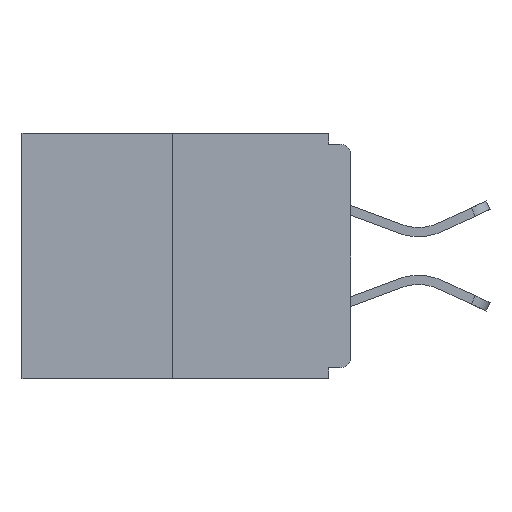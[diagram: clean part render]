
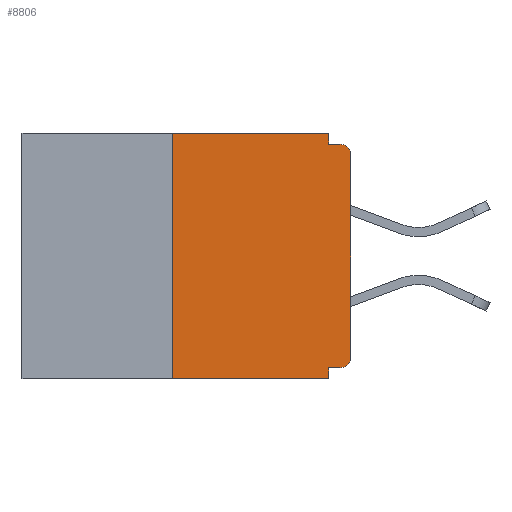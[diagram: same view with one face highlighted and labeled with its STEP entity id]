
A CAD part, left-side view. The second image highlights one B-rep face of the part: STEP entity #8806.
In plain terms, the highlighted planar face has unit normal (-1, 0, 0).
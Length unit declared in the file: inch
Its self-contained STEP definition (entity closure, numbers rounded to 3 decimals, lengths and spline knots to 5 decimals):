
#86 = ORIENTED_EDGE ( 'NONE', *, *, #6077, .F. ) ;
#842 = LINE ( 'NONE', #7242, #6356 ) ;
#1092 = CARTESIAN_POINT ( 'NONE',  ( 0., 0.25, 0. ) ) ;
#1235 = DIRECTION ( 'NONE',  ( 0., 0., -1. ) ) ;
#1733 = VERTEX_POINT ( 'NONE', #14966 ) ;
#1877 = LINE ( 'NONE', #2176, #4318 ) ;
#2108 = VERTEX_POINT ( 'NONE', #7070 ) ;
#2176 = CARTESIAN_POINT ( 'NONE',  ( 0., 0., -0.328 ) ) ;
#2244 = CIRCLE ( 'NONE', #7379, 0.015 ) ;
#2348 = CARTESIAN_POINT ( 'NONE',  ( 0., 0.25, -0.343 ) ) ;
#2805 = ORIENTED_EDGE ( 'NONE', *, *, #15403, .F. ) ;
#2850 = DIRECTION ( 'NONE',  ( 0., 0., 1. ) ) ;
#2874 = DIRECTION ( 'NONE',  ( 0., -1., 0. ) ) ;
#2945 = CARTESIAN_POINT ( 'NONE',  ( 0., 0.031, -0.328 ) ) ;
#3312 = LINE ( 'NONE', #9352, #12979 ) ;
#3599 = LINE ( 'NONE', #16067, #17918 ) ;
#3602 = EDGE_CURVE ( 'NONE', #8367, #2108, #3312, .T. ) ;
#3615 = LINE ( 'NONE', #7208, #6890 ) ;
#3625 = DIRECTION ( 'NONE',  ( 0., 0., -1. ) ) ;
#3649 = ORIENTED_EDGE ( 'NONE', *, *, #7206, .T. ) ;
#3684 = LINE ( 'NONE', #7368, #6737 ) ;
#3884 = VECTOR ( 'NONE', #3625, 39.37008 ) ;
#4318 = VECTOR ( 'NONE', #6431, 39.37008 ) ;
#4633 = VERTEX_POINT ( 'NONE', #2945 ) ;
#4717 = ORIENTED_EDGE ( 'NONE', *, *, #8083, .F. ) ;
#5315 = EDGE_CURVE ( 'NONE', #13478, #1733, #3684, .T. ) ;
#5336 = VERTEX_POINT ( 'NONE', #7190 ) ;
#6077 = EDGE_CURVE ( 'NONE', #4633, #11704, #6503, .T. ) ;
#6356 = VECTOR ( 'NONE', #2874, 39.37008 ) ;
#6431 = DIRECTION ( 'NONE',  ( 0., 1., 0. ) ) ;
#6503 = LINE ( 'NONE', #13235, #3884 ) ;
#6737 = VECTOR ( 'NONE', #14459, 39.37008 ) ;
#6765 = CARTESIAN_POINT ( 'NONE',  ( 0., 0.031, -0.015 ) ) ;
#6890 = VECTOR ( 'NONE', #15596, 39.37008 ) ;
#7070 = CARTESIAN_POINT ( 'NONE',  ( 0., 0., -0.03 ) ) ;
#7190 = CARTESIAN_POINT ( 'NONE',  ( 0., 0.015, -0.328 ) ) ;
#7206 = EDGE_CURVE ( 'NONE', #12227, #11704, #15068, .T. ) ;
#7208 = CARTESIAN_POINT ( 'NONE',  ( 0., 0.031, 0. ) ) ;
#7242 = CARTESIAN_POINT ( 'NONE',  ( 0., 0.46, 0. ) ) ;
#7368 = CARTESIAN_POINT ( 'NONE',  ( 0., 0., -0.015 ) ) ;
#7379 = AXIS2_PLACEMENT_3D ( 'NONE', #12081, #16215, #12308 ) ;
#7972 = DIRECTION ( 'NONE',  ( 0., 0., -1. ) ) ;
#8077 = ORIENTED_EDGE ( 'NONE', *, *, #10370, .F. ) ;
#8083 = EDGE_CURVE ( 'NONE', #12227, #18119, #3599, .T. ) ;
#8367 = VERTEX_POINT ( 'NONE', #17612 ) ;
#8494 = CARTESIAN_POINT ( 'NONE',  ( 0., 0.015, -0.313 ) ) ;
#8698 = ORIENTED_EDGE ( 'NONE', *, *, #5315, .F. ) ;
#8790 = CIRCLE ( 'NONE', #10489, 0.015 ) ;
#8806 = ADVANCED_FACE ( 'NONE', ( #15514 ), #13168, .F. ) ;
#8967 = CARTESIAN_POINT ( 'NONE',  ( 0., 0.46, 0. ) ) ;
#9310 = ORIENTED_EDGE ( 'NONE', *, *, #3602, .T. ) ;
#9352 = CARTESIAN_POINT ( 'NONE',  ( 0., 0., 0. ) ) ;
#9876 = EDGE_CURVE ( 'NONE', #5336, #8367, #8790, .T. ) ;
#10237 = VECTOR ( 'NONE', #12523, 39.37008 ) ;
#10370 = EDGE_CURVE ( 'NONE', #18119, #18200, #842, .T. ) ;
#10489 = AXIS2_PLACEMENT_3D ( 'NONE', #8494, #11279, #1235 ) ;
#11279 = DIRECTION ( 'NONE',  ( -1., 0., 0. ) ) ;
#11704 = VERTEX_POINT ( 'NONE', #18081 ) ;
#12081 = CARTESIAN_POINT ( 'NONE',  ( 0., 0.015, -0.03 ) ) ;
#12227 = VERTEX_POINT ( 'NONE', #2348 ) ;
#12308 = DIRECTION ( 'NONE',  ( 0., 0., -1. ) ) ;
#12523 = DIRECTION ( 'NONE',  ( 0., -1., 0. ) ) ;
#12979 = VECTOR ( 'NONE', #2850, 39.37008 ) ;
#13056 = EDGE_CURVE ( 'NONE', #18200, #13478, #3615, .T. ) ;
#13168 = PLANE ( 'NONE',  #18253 ) ;
#13229 = DIRECTION ( 'NONE',  ( 1., 0., 0. ) ) ;
#13235 = CARTESIAN_POINT ( 'NONE',  ( 0., 0.031, -0.343 ) ) ;
#13478 = VERTEX_POINT ( 'NONE', #6765 ) ;
#13539 = ORIENTED_EDGE ( 'NONE', *, *, #17328, .T. ) ;
#14459 = DIRECTION ( 'NONE',  ( 0., -1., 0. ) ) ;
#14966 = CARTESIAN_POINT ( 'NONE',  ( 0., 0.015, -0.015 ) ) ;
#15068 = LINE ( 'NONE', #18078, #10237 ) ;
#15403 = EDGE_CURVE ( 'NONE', #5336, #4633, #1877, .T. ) ;
#15514 = FACE_OUTER_BOUND ( 'NONE', #16635, .T. ) ;
#15596 = DIRECTION ( 'NONE',  ( 0., 0., -1. ) ) ;
#16067 = CARTESIAN_POINT ( 'NONE',  ( 0., 0.25, 0. ) ) ;
#16215 = DIRECTION ( 'NONE',  ( -1., 0., 0. ) ) ;
#16299 = DIRECTION ( 'NONE',  ( 0., 0., 1. ) ) ;
#16500 = ORIENTED_EDGE ( 'NONE', *, *, #13056, .F. ) ;
#16635 = EDGE_LOOP ( 'NONE', ( #8077, #4717, #3649, #86, #2805, #17249, #9310, #13539, #8698, #16500 ) ) ;
#17249 = ORIENTED_EDGE ( 'NONE', *, *, #9876, .T. ) ;
#17328 = EDGE_CURVE ( 'NONE', #2108, #1733, #2244, .T. ) ;
#17612 = CARTESIAN_POINT ( 'NONE',  ( 0., 0., -0.313 ) ) ;
#17918 = VECTOR ( 'NONE', #16299, 39.37008 ) ;
#17938 = CARTESIAN_POINT ( 'NONE',  ( 0., 0.031, 0. ) ) ;
#18078 = CARTESIAN_POINT ( 'NONE',  ( 0., 0.46, -0.343 ) ) ;
#18081 = CARTESIAN_POINT ( 'NONE',  ( 0., 0.031, -0.343 ) ) ;
#18119 = VERTEX_POINT ( 'NONE', #1092 ) ;
#18200 = VERTEX_POINT ( 'NONE', #17938 ) ;
#18253 = AXIS2_PLACEMENT_3D ( 'NONE', #8967, #13229, #7972 ) ;
